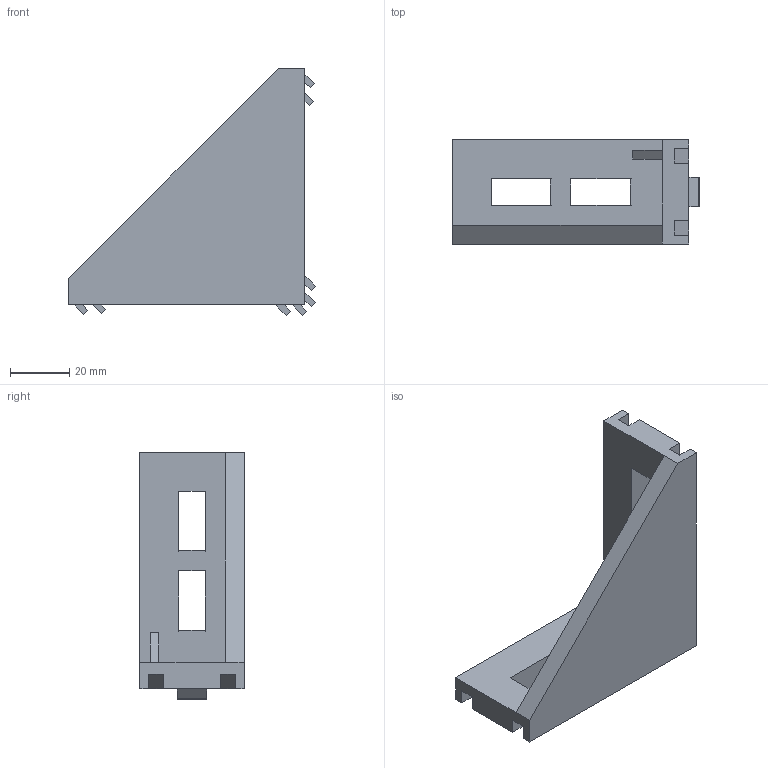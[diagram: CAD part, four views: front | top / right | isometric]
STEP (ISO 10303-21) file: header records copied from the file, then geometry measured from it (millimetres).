
FILE_DESCRIPTION((''),'2;1');
FILE_NAME('AR3601.stp','2020-12-04T14:39:50',('arma03'),(''),'Autodesk Inventor 2013','Autodesk Inventor 2013','');
FILE_SCHEMA(('AUTOMOTIVE_DESIGN { 1 0 10303 214 1 1 1 1 }'));
Length unit declared in the file: millimetre
Products named in the file (1): AR3601
Bounding box: 83.54 x 35.4 x 83.54 mm (x, y, z)
Volume: 48405.6 mm3; surface area: 23327.4 mm2
Topology: 1 solids, 1 shells, 118 faces, 320 edges, 202 vertices
Faces by surface type: plane 118
Entity records: 3636 total; most frequent: CARTESIAN_POINT 641, ORIENTED_EDGE 640, DIRECTION 558, VECTOR 320, LINE 320, EDGE_CURVE 320, VERTEX_POINT 202, EDGE_LOOP 124
